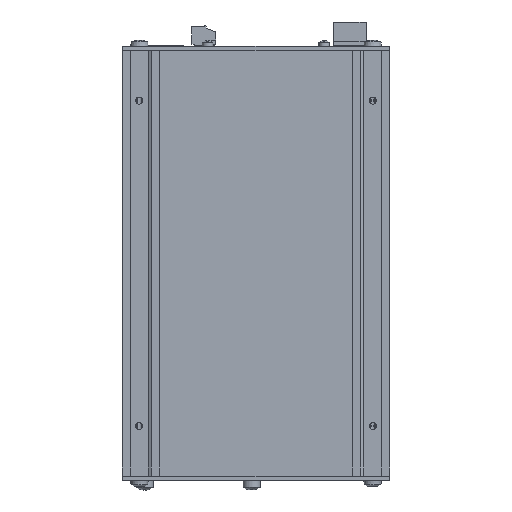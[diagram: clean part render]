
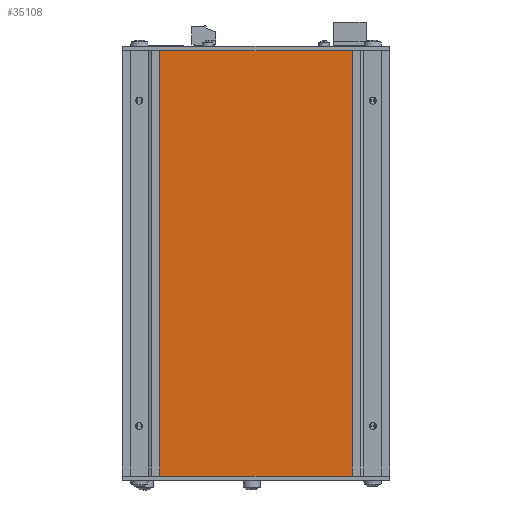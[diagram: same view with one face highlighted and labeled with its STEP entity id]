
A CAD part, front view. The second image highlights one B-rep face of the part: STEP entity #35108.
In plain terms, the highlighted face is planar.
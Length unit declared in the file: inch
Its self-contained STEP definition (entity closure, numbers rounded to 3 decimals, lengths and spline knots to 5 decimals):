
#34976=CARTESIAN_POINT('',(3.875,7.837,0.0));
#34977=VERTEX_POINT('',#34976);
#34984=CARTESIAN_POINT('',(3.875,0.0,0.0));
#34985=VERTEX_POINT('',#34984);
#34986=CARTESIAN_POINT('',(3.875,0.0,0.0));
#34987=DIRECTION('',(0.0,1.0,0.0));
#34988=VECTOR('',#34987,7.837);
#34989=LINE('',#34986,#34988);
#34990=EDGE_CURVE('',#34985,#34977,#34989,.T.);
#35014=CARTESIAN_POINT('',(0.,7.837,0.0));
#35015=VERTEX_POINT('',#35014);
#35022=CARTESIAN_POINT('',(3.875,7.837,0.0));
#35023=DIRECTION('',(-1.0,0.0,0.0));
#35024=VECTOR('',#35023,3.875);
#35025=LINE('',#35022,#35024);
#35026=EDGE_CURVE('',#34977,#35015,#35025,.T.);
#35045=CARTESIAN_POINT('',(0.0,0.0,0.0));
#35046=VERTEX_POINT('',#35045);
#35053=CARTESIAN_POINT('',(0.,7.837,0.0));
#35054=DIRECTION('',(0.0,-1.0,0.0));
#35055=VECTOR('',#35054,7.837);
#35056=LINE('',#35053,#35055);
#35057=EDGE_CURVE('',#35015,#35046,#35056,.T.);
#35075=CARTESIAN_POINT('',(0.0,0.0,0.0));
#35076=DIRECTION('',(1.0,0.0,0.0));
#35077=VECTOR('',#35076,3.875);
#35078=LINE('',#35075,#35077);
#35079=EDGE_CURVE('',#35046,#34985,#35078,.T.);
#35097=CARTESIAN_POINT('',(1.9375,3.9185,0.0));
#35098=DIRECTION('',(0.0,0.0,1.0));
#35099=DIRECTION('',(1.0,0.0,0.0));
#35100=AXIS2_PLACEMENT_3D('',#35097,#35098,#35099);
#35101=PLANE('',#35100);
#35102=ORIENTED_EDGE('',*,*,#35079,.T.);
#35103=ORIENTED_EDGE('',*,*,#34990,.T.);
#35104=ORIENTED_EDGE('',*,*,#35026,.T.);
#35105=ORIENTED_EDGE('',*,*,#35057,.T.);
#35106=EDGE_LOOP('',(#35102,#35103,#35104,#35105));
#35107=FACE_OUTER_BOUND('',#35106,.T.);
#35108=ADVANCED_FACE('',(#35107),#35101,.T.);
